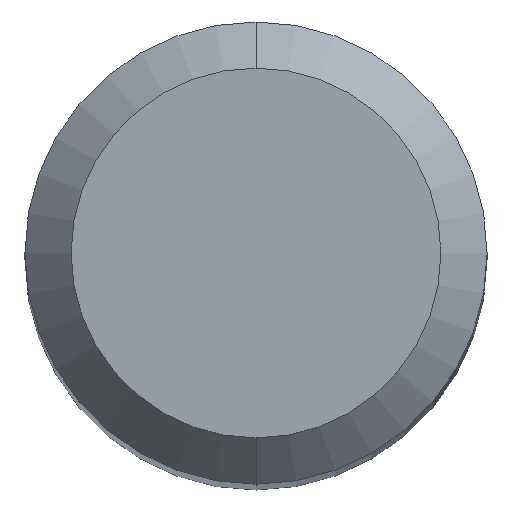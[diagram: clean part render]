
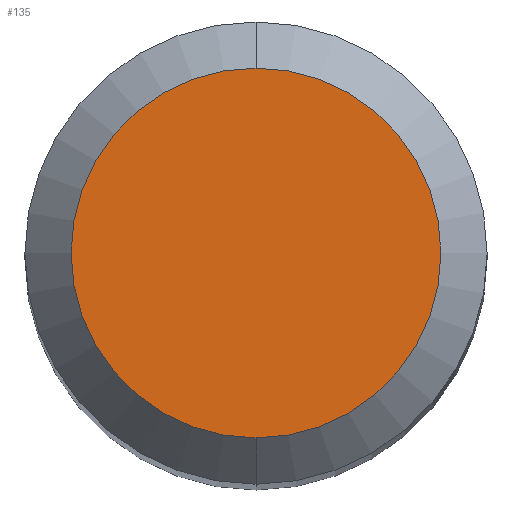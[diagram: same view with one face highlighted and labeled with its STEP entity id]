
A CAD part, top view. The second image highlights one B-rep face of the part: STEP entity #135.
In plain terms, the highlighted planar face has unit normal (0, 0, 1).
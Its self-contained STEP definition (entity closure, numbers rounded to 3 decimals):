
#101=EDGE_CURVE('',#169,#145,#253,.T.);
#109=EDGE_CURVE('',#145,#169,#262,.T.);
#135=ADVANCED_FACE('',(#291),#292,.T.);
#145=VERTEX_POINT('',#305);
#169=VERTEX_POINT('',#331);
#253=CIRCLE('',#414,1.2);
#262=CIRCLE('',#425,1.2);
#291=FACE_OUTER_BOUND('',#461,.T.);
#292=PLANE('',#462);
#305=CARTESIAN_POINT('',(0.,-1.2,0.0));
#331=CARTESIAN_POINT('',(0.0,1.2,0.0));
#414=AXIS2_PLACEMENT_3D('',#609,#610,#611);
#425=AXIS2_PLACEMENT_3D('',#621,#622,#623);
#461=EDGE_LOOP('',(#660,#661));
#462=AXIS2_PLACEMENT_3D('',#662,#663,#664);
#609=CARTESIAN_POINT('',(0.0,0.0,0.0));
#610=DIRECTION('',(0.0,0.0,-1.0));
#611=DIRECTION('',(0.0,1.0,0.0));
#621=CARTESIAN_POINT('',(0.0,0.0,0.0));
#622=DIRECTION('',(0.0,0.0,-1.0));
#623=DIRECTION('',(0.0,1.0,0.0));
#660=ORIENTED_EDGE('',*,*,#101,.F.);
#661=ORIENTED_EDGE('',*,*,#109,.F.);
#662=CARTESIAN_POINT('',(0.0,0.6,0.0));
#663=DIRECTION('',(-0.0,0.0,1.0));
#664=DIRECTION('',(0.0,-1.0,0.0));
